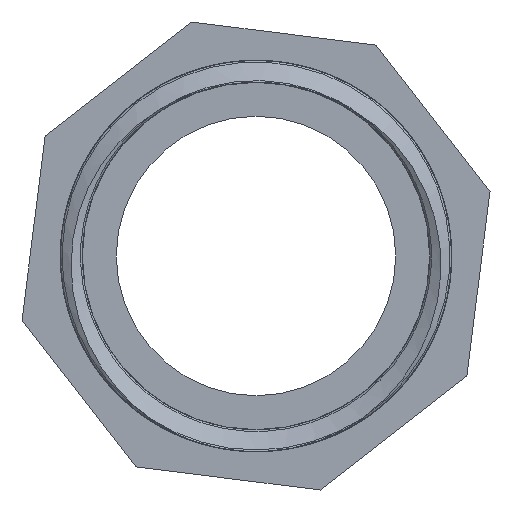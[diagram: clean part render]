
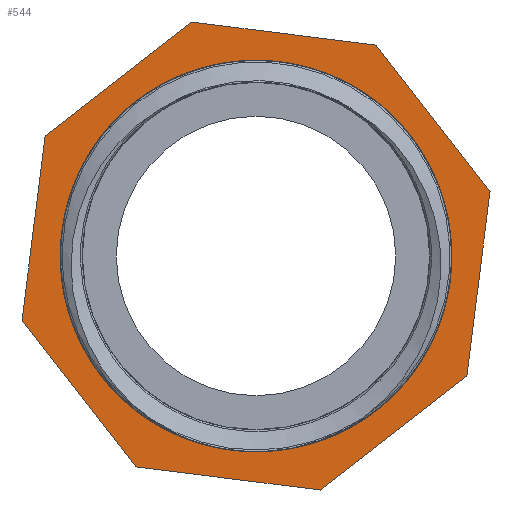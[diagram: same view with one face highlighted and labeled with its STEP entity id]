
A CAD part, left-side view. The second image highlights one B-rep face of the part: STEP entity #544.
In plain terms, the highlighted planar face has unit normal (-1, 0, 0).
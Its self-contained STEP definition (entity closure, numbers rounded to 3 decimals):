
#69=LINE('',#722,#93);
#73=LINE('',#730,#97);
#76=LINE('',#736,#100);
#79=LINE('',#742,#103);
#82=LINE('',#748,#106);
#85=LINE('',#754,#109);
#88=LINE('',#760,#112);
#91=LINE('',#765,#115);
#93=VECTOR('',#624,10.);
#97=VECTOR('',#630,10.);
#100=VECTOR('',#635,10.);
#103=VECTOR('',#640,10.);
#106=VECTOR('',#645,10.);
#109=VECTOR('',#650,10.);
#112=VECTOR('',#655,10.);
#115=VECTOR('',#660,10.);
#127=PLANE('',#588);
#137=FACE_BOUND('',#198,.T.);
#158=FACE_OUTER_BOUND('',#197,.T.);
#197=EDGE_LOOP('',(#420,#421,#422,#423,#424,#425,#426,#427));
#198=EDGE_LOOP('',(#428));
#230=CIRCLE('',#573,9.296);
#244=VERTEX_POINT('',#712);
#247=VERTEX_POINT('',#720);
#248=VERTEX_POINT('',#721);
#251=VERTEX_POINT('',#729);
#253=VERTEX_POINT('',#735);
#255=VERTEX_POINT('',#741);
#257=VERTEX_POINT('',#747);
#259=VERTEX_POINT('',#753);
#261=VERTEX_POINT('',#759);
#298=EDGE_CURVE('',#244,#244,#230,.T.);
#301=EDGE_CURVE('',#247,#248,#69,.T.);
#305=EDGE_CURVE('',#248,#251,#73,.T.);
#308=EDGE_CURVE('',#251,#253,#76,.T.);
#311=EDGE_CURVE('',#253,#255,#79,.T.);
#314=EDGE_CURVE('',#255,#257,#82,.T.);
#317=EDGE_CURVE('',#257,#259,#85,.T.);
#320=EDGE_CURVE('',#259,#261,#88,.T.);
#323=EDGE_CURVE('',#261,#247,#91,.T.);
#420=ORIENTED_EDGE('',*,*,#314,.F.);
#421=ORIENTED_EDGE('',*,*,#311,.F.);
#422=ORIENTED_EDGE('',*,*,#308,.F.);
#423=ORIENTED_EDGE('',*,*,#305,.F.);
#424=ORIENTED_EDGE('',*,*,#301,.F.);
#425=ORIENTED_EDGE('',*,*,#323,.F.);
#426=ORIENTED_EDGE('',*,*,#320,.F.);
#427=ORIENTED_EDGE('',*,*,#317,.F.);
#428=ORIENTED_EDGE('',*,*,#298,.T.);
#544=ADVANCED_FACE('',(#158,#137),#127,.T.);
#573=AXIS2_PLACEMENT_3D('',#713,#614,#615);
#588=AXIS2_PLACEMENT_3D('',#771,#668,#669);
#614=DIRECTION('center_axis',(1.,0.,0.));
#615=DIRECTION('ref_axis',(0.,0.,-1.));
#624=DIRECTION('',(0.,0.992,0.125));
#630=DIRECTION('',(0.,0.613,0.79));
#635=DIRECTION('',(0.,-0.125,0.992));
#640=DIRECTION('',(0.,-0.79,0.613));
#645=DIRECTION('',(0.,-0.992,-0.125));
#650=DIRECTION('',(0.,-0.613,-0.79));
#655=DIRECTION('',(0.,0.125,-0.992));
#660=DIRECTION('',(0.,0.79,-0.613));
#668=DIRECTION('center_axis',(-1.,0.,0.));
#669=DIRECTION('ref_axis',(0.,0.,1.));
#712=CARTESIAN_POINT('',(-6.,0.,9.296));
#713=CARTESIAN_POINT('Origin',(-6.,0.,0.));
#720=CARTESIAN_POINT('',(-6.,-3.43,-12.528));
#721=CARTESIAN_POINT('',(-6.,6.433,-11.284));
#722=CARTESIAN_POINT('',(-6.,3.967,-11.595));
#729=CARTESIAN_POINT('',(-6.,12.528,-3.43));
#730=CARTESIAN_POINT('',(-6.,11.004,-5.393));
#735=CARTESIAN_POINT('',(-6.,11.284,6.433));
#736=CARTESIAN_POINT('',(-6.,11.595,3.967));
#741=CARTESIAN_POINT('',(-6.,3.43,12.528));
#742=CARTESIAN_POINT('',(-6.,5.393,11.004));
#747=CARTESIAN_POINT('',(-6.,-6.433,11.284));
#748=CARTESIAN_POINT('',(-6.,-3.967,11.595));
#753=CARTESIAN_POINT('',(-6.,-12.528,3.43));
#754=CARTESIAN_POINT('',(-6.,-11.004,5.393));
#759=CARTESIAN_POINT('',(-6.,-11.284,-6.433));
#760=CARTESIAN_POINT('',(-6.,-11.595,-3.967));
#765=CARTESIAN_POINT('',(-6.,-5.393,-11.004));
#771=CARTESIAN_POINT('Origin',(-6.,-10.48,0.));
